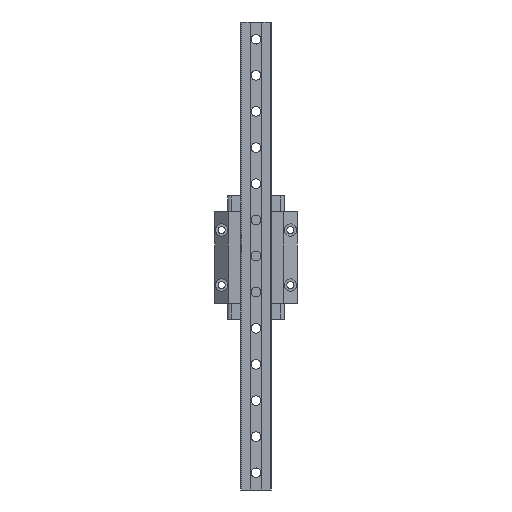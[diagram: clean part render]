
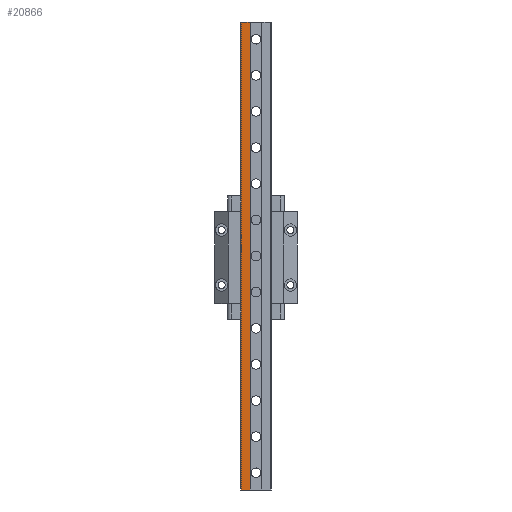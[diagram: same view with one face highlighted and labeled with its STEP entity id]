
A CAD part, front view. The second image highlights one B-rep face of the part: STEP entity #20866.
In plain terms, the highlighted planar face has unit normal (0, -1, 0).
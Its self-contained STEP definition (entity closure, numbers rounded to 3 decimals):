
#548 = DIRECTION ( 'NONE',  ( 0., 0., -1. ) ) ;
#1314 = CARTESIAN_POINT ( 'NONE',  ( -23.038, -17.91, 680. ) ) ;
#1999 = VERTEX_POINT ( 'NONE', #1314 ) ;
#2704 = CARTESIAN_POINT ( 'NONE',  ( -1.938, -17.91, 0. ) ) ;
#3149 = DIRECTION ( 'NONE',  ( 1., 0., 0. ) ) ;
#4465 = DIRECTION ( 'NONE',  ( 0., 0., -1. ) ) ;
#6213 = DIRECTION ( 'NONE',  ( 0., 0., 1. ) ) ;
#6257 = CARTESIAN_POINT ( 'NONE',  ( -10.338, -17.91, 340. ) ) ;
#6734 = EDGE_CURVE ( 'NONE', #1999, #21256, #26782, .T. ) ;
#9220 = EDGE_LOOP ( 'NONE', ( #28348, #22041, #11466, #13325 ) ) ;
#9460 = CARTESIAN_POINT ( 'NONE',  ( -23.038, -17.91, 680. ) ) ;
#9809 = AXIS2_PLACEMENT_3D ( 'NONE', #9460, #14182, #548 ) ;
#10016 = VECTOR ( 'NONE', #14721, 1000. ) ;
#11300 = CARTESIAN_POINT ( 'NONE',  ( -23.038, -17.91, 340. ) ) ;
#11466 = ORIENTED_EDGE ( 'NONE', *, *, #25493, .T. ) ;
#12388 = CARTESIAN_POINT ( 'NONE',  ( -23.038, -17.91, 0. ) ) ;
#13325 = ORIENTED_EDGE ( 'NONE', *, *, #15242, .T. ) ;
#14156 = VECTOR ( 'NONE', #6213, 1000. ) ;
#14182 = DIRECTION ( 'NONE',  ( 0., -1., 0. ) ) ;
#14721 = DIRECTION ( 'NONE',  ( 1., 0., 0. ) ) ;
#14752 = CARTESIAN_POINT ( 'NONE',  ( -1.938, -17.91, 680. ) ) ;
#14792 = CARTESIAN_POINT ( 'NONE',  ( -10.338, -17.91, 680. ) ) ;
#15242 = EDGE_CURVE ( 'NONE', #18219, #18185, #18402, .T. ) ;
#16556 = EDGE_CURVE ( 'NONE', #18185, #21256, #19378, .T. ) ;
#18185 = VERTEX_POINT ( 'NONE', #18941 ) ;
#18219 = VERTEX_POINT ( 'NONE', #12388 ) ;
#18402 = LINE ( 'NONE', #2704, #24050 ) ;
#18557 = PLANE ( 'NONE',  #9809 ) ;
#18941 = CARTESIAN_POINT ( 'NONE',  ( -10.338, -17.91, 0. ) ) ;
#19378 = LINE ( 'NONE', #6257, #14156 ) ;
#20866 = ADVANCED_FACE ( 'NONE', ( #22527 ), #18557, .T. ) ;
#21256 = VERTEX_POINT ( 'NONE', #14792 ) ;
#21651 = VECTOR ( 'NONE', #4465, 1000. ) ;
#22041 = ORIENTED_EDGE ( 'NONE', *, *, #6734, .F. ) ;
#22527 = FACE_OUTER_BOUND ( 'NONE', #9220, .T. ) ;
#24050 = VECTOR ( 'NONE', #3149, 1000. ) ;
#25493 = EDGE_CURVE ( 'NONE', #1999, #18219, #27361, .T. ) ;
#26782 = LINE ( 'NONE', #14752, #10016 ) ;
#27361 = LINE ( 'NONE', #11300, #21651 ) ;
#28348 = ORIENTED_EDGE ( 'NONE', *, *, #16556, .T. ) ;
